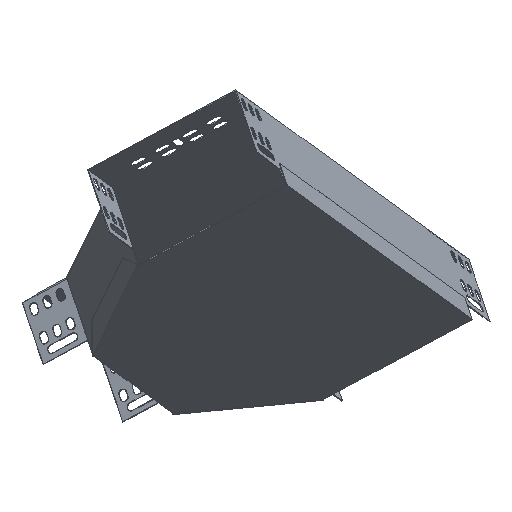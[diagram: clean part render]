
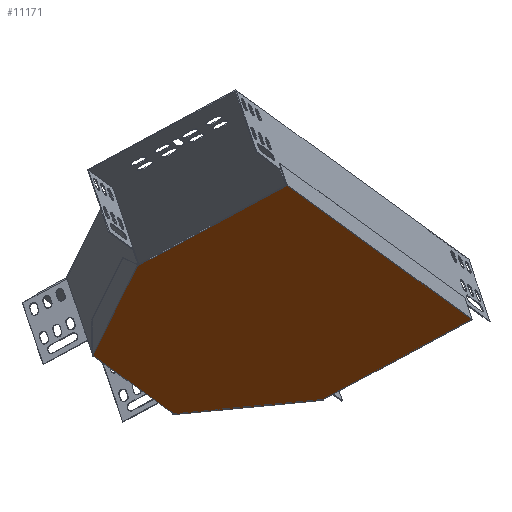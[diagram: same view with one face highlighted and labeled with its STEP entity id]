
A CAD part, front view. The second image highlights one B-rep face of the part: STEP entity #11171.
In plain terms, the highlighted planar face has unit normal (0.283, -0.485, -0.827).
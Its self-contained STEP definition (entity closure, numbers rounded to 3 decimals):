
#11 = VERTEX_POINT ( 'NONE', #3742 ) ;
#102 = VERTEX_POINT ( 'NONE', #9840 ) ;
#190 = DIRECTION ( 'NONE',  ( 0.845, -0.283, 0.455 ) ) ;
#229 = CARTESIAN_POINT ( 'NONE',  ( -55.913, -21.623, 0.013 ) ) ;
#238 = VERTEX_POINT ( 'NONE', #6768 ) ;
#250 = VERTEX_POINT ( 'NONE', #7974 ) ;
#383 = VERTEX_POINT ( 'NONE', #8381 ) ;
#988 = CARTESIAN_POINT ( 'NONE',  ( -55.178, -21.315, 0.084 ) ) ;
#1085 = VERTEX_POINT ( 'NONE', #1668 ) ;
#1233 = EDGE_CURVE ( 'NONE', #11572, #11, #11203, .T. ) ;
#1235 = EDGE_CURVE ( 'NONE', #11572, #11760, #11104, .T. ) ;
#1251 = EDGE_CURVE ( 'NONE', #11760, #383, #11014, .T. ) ;
#1253 = EDGE_CURVE ( 'NONE', #250, #1085, #11071, .T. ) ;
#1254 = EDGE_CURVE ( 'NONE', #11732, #7653, #10960, .T. ) ;
#1268 = EDGE_CURVE ( 'NONE', #238, #11732, #11118, .T. ) ;
#1270 = EDGE_CURVE ( 'NONE', #238, #102, #10919, .T. ) ;
#1274 = EDGE_CURVE ( 'NONE', #11, #102, #10894, .T. ) ;
#1317 = EDGE_CURVE ( 'NONE', #250, #383, #10665, .T. ) ;
#1337 = EDGE_CURVE ( 'NONE', #7653, #1085, #10514, .T. ) ;
#1668 = CARTESIAN_POINT ( 'NONE',  ( 232.925, 226.234, -46.67 ) ) ;
#1889 = DIRECTION ( 'NONE',  ( 0.919, 0.385, 0.088 ) ) ;
#1930 = DIRECTION ( 'NONE',  ( 0.919, 0.385, 0.088 ) ) ;
#3737 = CARTESIAN_POINT ( 'NONE',  ( -95.202, 90.276, -79.084 ) ) ;
#3742 = CARTESIAN_POINT ( 'NONE',  ( -93.604, 89.927, -78.332 ) ) ;
#3823 = CARTESIAN_POINT ( 'NONE',  ( 104.731, 269.587, -115.942 ) ) ;
#4571 = PLANE ( 'NONE',  #10327 ) ;
#4581 = EDGE_LOOP ( 'NONE', ( #5919, #6079, #6108, #6242, #6351, #6398, #6588, #6614, #6741, #6776 ) ) ;
#4782 = DIRECTION ( 'NONE',  ( 0.276, -0.785, 0.555 ) ) ;
#5481 = CARTESIAN_POINT ( 'NONE',  ( -122.992, 173.629, -137.498 ) ) ;
#5919 = ORIENTED_EDGE ( 'NONE', *, *, #1274, .T. ) ;
#6079 = ORIENTED_EDGE ( 'NONE', *, *, #1270, .F. ) ;
#6108 = ORIENTED_EDGE ( 'NONE', *, *, #1268, .T. ) ;
#6242 = ORIENTED_EDGE ( 'NONE', *, *, #1254, .T. ) ;
#6351 = ORIENTED_EDGE ( 'NONE', *, *, #1337, .T. ) ;
#6390 = DIRECTION ( 'NONE',  ( -0.455, -0.827, 0.33 ) ) ;
#6398 = ORIENTED_EDGE ( 'NONE', *, *, #1253, .F. ) ;
#6579 = CARTESIAN_POINT ( 'NONE',  ( -25.194, 215.147, -128.421 ) ) ;
#6588 = ORIENTED_EDGE ( 'NONE', *, *, #1317, .T. ) ;
#6614 = ORIENTED_EDGE ( 'NONE', *, *, #1251, .F. ) ;
#6741 = ORIENTED_EDGE ( 'NONE', *, *, #1235, .F. ) ;
#6768 = CARTESIAN_POINT ( 'NONE',  ( -25.415, 215.775, -128.865 ) ) ;
#6776 = ORIENTED_EDGE ( 'NONE', *, *, #1233, .T. ) ;
#7326 = CARTESIAN_POINT ( 'NONE',  ( 72.887, -64.901, 69.449 ) ) ;
#7363 = DIRECTION ( 'NONE',  ( 0.276, -0.785, 0.555 ) ) ;
#7653 = VERTEX_POINT ( 'NONE', #10183 ) ;
#7974 = CARTESIAN_POINT ( 'NONE',  ( 73.401, -63.965, 69.076 ) ) ;
#8125 = CARTESIAN_POINT ( 'NONE',  ( -94.155, 89.696, -78.385 ) ) ;
#8166 = DIRECTION ( 'NONE',  ( 0.455, 0.827, -0.33 ) ) ;
#8381 = CARTESIAN_POINT ( 'NONE',  ( -54.627, -21.084, 0.137 ) ) ;
#9081 = DIRECTION ( 'NONE',  ( 0.455, 0.827, -0.33 ) ) ;
#9117 = DIRECTION ( 'NONE',  ( -0.845, 0.283, -0.455 ) ) ;
#9840 = CARTESIAN_POINT ( 'NONE',  ( -25.029, 214.676, -128.089 ) ) ;
#9933 = CARTESIAN_POINT ( 'NONE',  ( -93.604, 89.927, -78.332 ) ) ;
#10054 = CARTESIAN_POINT ( 'NONE',  ( 104.897, 269.116, -115.609 ) ) ;
#10183 = CARTESIAN_POINT ( 'NONE',  ( 104.897, 269.116, -115.609 ) ) ;
#10327 = AXIS2_PLACEMENT_3D ( 'NONE', #5481, #11638, #6390 ) ;
#10476 = VECTOR ( 'NONE', #190, 1000. ) ;
#10514 = LINE ( 'NONE', #10054, #10476 ) ;
#10537 = CARTESIAN_POINT ( 'NONE',  ( -94.89, 89.388, -78.456 ) ) ;
#10593 = VECTOR ( 'NONE', #9117, 1000. ) ;
#10665 = LINE ( 'NONE', #10937, #10593 ) ;
#10669 = FACE_OUTER_BOUND ( 'NONE', #4581, .T. ) ;
#10748 = CARTESIAN_POINT ( 'NONE',  ( -26.454, 215.34, -128.965 ) ) ;
#10786 = VECTOR ( 'NONE', #9081, 1000. ) ;
#10791 = DIRECTION ( 'NONE',  ( 0.276, -0.785, 0.555 ) ) ;
#10840 = DIRECTION ( 'NONE',  ( 0.919, 0.385, 0.088 ) ) ;
#10866 = VECTOR ( 'NONE', #7363, 1000. ) ;
#10894 = LINE ( 'NONE', #9933, #10786 ) ;
#10906 = VECTOR ( 'NONE', #10840, 1000. ) ;
#10919 = LINE ( 'NONE', #6579, #10866 ) ;
#10921 = VECTOR ( 'NONE', #4782, 1000. ) ;
#10937 = CARTESIAN_POINT ( 'NONE',  ( 72.726, -63.739, 68.712 ) ) ;
#10960 = LINE ( 'NONE', #3823, #10921 ) ;
#10963 = CARTESIAN_POINT ( 'NONE',  ( 104.511, 270.215, -116.386 ) ) ;
#10990 = VECTOR ( 'NONE', #1930, 1000. ) ;
#11014 = LINE ( 'NONE', #988, #10990 ) ;
#11027 = VECTOR ( 'NONE', #8166, 1000. ) ;
#11037 = VECTOR ( 'NONE', #10791, 1000. ) ;
#11071 = LINE ( 'NONE', #7326, #11027 ) ;
#11081 = VECTOR ( 'NONE', #1889, 1000. ) ;
#11104 = LINE ( 'NONE', #3737, #11037 ) ;
#11118 = LINE ( 'NONE', #10748, #10906 ) ;
#11171 = ADVANCED_FACE ( 'NONE', ( #10669 ), #4571, .F. ) ;
#11203 = LINE ( 'NONE', #8125, #11081 ) ;
#11572 = VERTEX_POINT ( 'NONE', #10537 ) ;
#11638 = DIRECTION ( 'NONE',  ( -0.283, 0.485, 0.827 ) ) ;
#11732 = VERTEX_POINT ( 'NONE', #10963 ) ;
#11760 = VERTEX_POINT ( 'NONE', #229 ) ;
